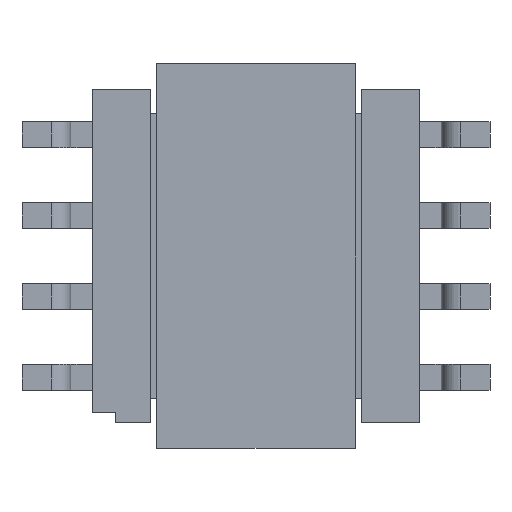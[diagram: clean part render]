
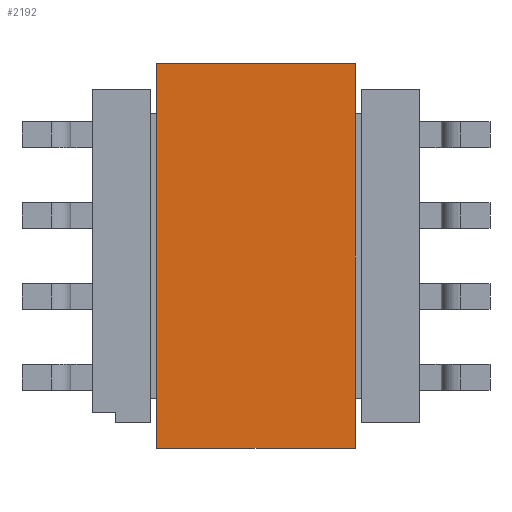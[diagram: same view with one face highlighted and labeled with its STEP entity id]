
A CAD part, front view. The second image highlights one B-rep face of the part: STEP entity #2192.
In plain terms, the highlighted face is planar.
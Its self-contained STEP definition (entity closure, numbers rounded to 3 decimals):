
#1 = LINE ( 'NONE', #6939, #6726 ) ;
#243 = CARTESIAN_POINT ( 'NONE',  ( 0., -4.75, -2.45 ) ) ;
#612 = DIRECTION ( 'NONE',  ( 0., 1., 0. ) ) ;
#788 = CARTESIAN_POINT ( 'NONE',  ( 0., 0., -2.45 ) ) ;
#1180 = ORIENTED_EDGE ( 'NONE', *, *, #4874, .F. ) ;
#1642 = DIRECTION ( 'NONE',  ( -1., 0., 0. ) ) ;
#1712 = PLANE ( 'NONE',  #6506 ) ;
#1780 = CARTESIAN_POINT ( 'NONE',  ( -4.9, 0., -2.45 ) ) ;
#1800 = CARTESIAN_POINT ( 'NONE',  ( -4.9, 4.75, -2.45 ) ) ;
#1901 = DIRECTION ( 'NONE',  ( 0., 0., -1. ) ) ;
#2125 = EDGE_CURVE ( 'NONE', #8245, #5866, #4248, .T. ) ;
#2192 = ADVANCED_FACE ( 'NONE', ( #7346 ), #1712, .T. ) ;
#2275 = DIRECTION ( 'NONE',  ( -1., 0., 0. ) ) ;
#2333 = CARTESIAN_POINT ( 'NONE',  ( 0., 4.75, -2.45 ) ) ;
#2464 = DIRECTION ( 'NONE',  ( 0., -1., 0. ) ) ;
#2469 = VECTOR ( 'NONE', #612, 1000. ) ;
#2563 = LINE ( 'NONE', #243, #5903 ) ;
#3230 = CARTESIAN_POINT ( 'NONE',  ( 0., -4.75, -2.45 ) ) ;
#3425 = VERTEX_POINT ( 'NONE', #5323 ) ;
#4248 = LINE ( 'NONE', #788, #2469 ) ;
#4292 = CARTESIAN_POINT ( 'NONE',  ( -4.9, -4.75, -2.45 ) ) ;
#4439 = ORIENTED_EDGE ( 'NONE', *, *, #2125, .F. ) ;
#4874 = EDGE_CURVE ( 'NONE', #3425, #6804, #7805, .T. ) ;
#4976 = DIRECTION ( 'NONE',  ( -1., 0., 0. ) ) ;
#5244 = VECTOR ( 'NONE', #2464, 1000. ) ;
#5323 = CARTESIAN_POINT ( 'NONE',  ( -4.9, 4.75, -2.45 ) ) ;
#5866 = VERTEX_POINT ( 'NONE', #2333 ) ;
#5903 = VECTOR ( 'NONE', #1642, 1000. ) ;
#6241 = EDGE_CURVE ( 'NONE', #8245, #6804, #2563, .T. ) ;
#6379 = ORIENTED_EDGE ( 'NONE', *, *, #6241, .T. ) ;
#6506 = AXIS2_PLACEMENT_3D ( 'NONE', #1780, #1901, #2275 ) ;
#6726 = VECTOR ( 'NONE', #4976, 1000. ) ;
#6790 = EDGE_CURVE ( 'NONE', #5866, #3425, #1, .T. ) ;
#6804 = VERTEX_POINT ( 'NONE', #4292 ) ;
#6939 = CARTESIAN_POINT ( 'NONE',  ( 0., 4.75, -2.45 ) ) ;
#7033 = EDGE_LOOP ( 'NONE', ( #4439, #6379, #1180, #7414 ) ) ;
#7346 = FACE_OUTER_BOUND ( 'NONE', #7033, .T. ) ;
#7414 = ORIENTED_EDGE ( 'NONE', *, *, #6790, .F. ) ;
#7805 = LINE ( 'NONE', #1800, #5244 ) ;
#8245 = VERTEX_POINT ( 'NONE', #3230 ) ;
